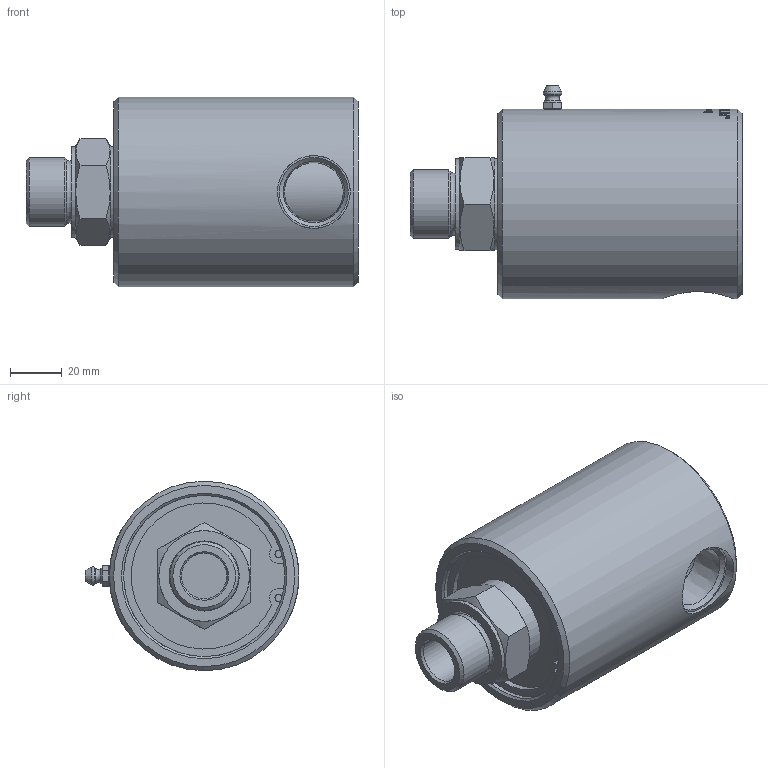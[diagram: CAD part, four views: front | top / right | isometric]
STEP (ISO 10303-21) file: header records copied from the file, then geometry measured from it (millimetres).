
FILE_DESCRIPTION(/* description */ (''),/* implementation_level */ '2;1');
FILE_NAME(/* name */ '250-685-445-IC.stp',/* time_stamp */ '2020-05-19T10:45:23-05:00',/* author */ ('GALINDOLM'),/* organization */ (''),/* preprocessor_version */ 'ST-DEVELOPER v18',/* originating_system */ 'Autodesk Inventor 2020',/* authorisation */ '');
FILE_SCHEMA (('AUTOMOTIVE_DESIGN { 1 0 10303 214 3 1 1 }'));
Length unit declared in the file: millimetre
Products named in the file (1): 250-685-445-IC
Bounding box: 127.9 x 82.38 x 73 mm (x, y, z)
Volume: 392205.1 mm3; surface area: 39897.8 mm2
Topology: 1 solids, 2 shells, 387 faces, 1030 edges, 690 vertices
Faces by surface type: bspline 187, plane 127, cylinder 52, cone 18, torus 3
Full cylindrical faces by diameter (mm): 2.794 x2, 5.359 x1, 6.325 x1, 17.5 x1, 22.631 x1, 26.441 x1, 27 x1, 28 x1, 34.9 x1, 35 x1, 62.1 x1, 66.9 x1, 73 x1
Entity records: 16409 total; most frequent: CARTESIAN_POINT 7675, ORIENTED_EDGE 2060, DIRECTION 1266, EDGE_CURVE 1030, VERTEX_POINT 690, AXIS2_PLACEMENT_3D 435, EDGE_LOOP 430, LINE 396
